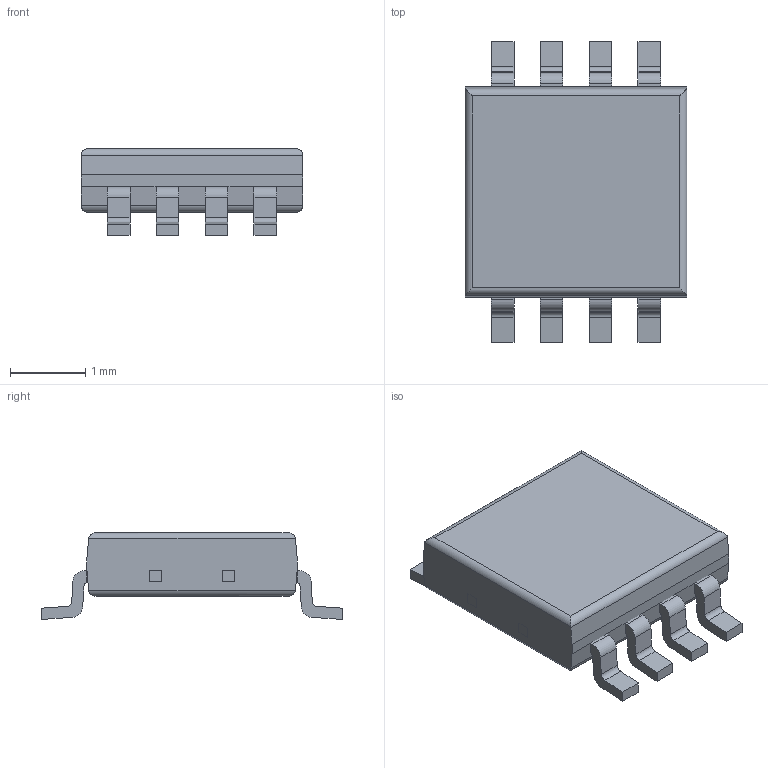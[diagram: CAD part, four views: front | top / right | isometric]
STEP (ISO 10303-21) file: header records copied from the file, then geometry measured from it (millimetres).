
FILE_DESCRIPTION(/* description */ ('Unknown'),/* implementation_level */ '2;1');
FILE_NAME(/* name */ 'SSOP-8L',/* time_stamp */ '2021-07-22T17:16:07+08:00',/* author */ ('Unknown'),/* organization */ ('Unknown'),/* preprocessor_version */ 'ST-DEVELOPER v16.7',/* originating_system */ 'DEX',/* authorisation */ $);
FILE_SCHEMA (('AUTOMOTIVE_DESIGN {1 0 10303 214 3 1 1}'));
Length unit declared in the file: millimetre
Products named in the file (3): SSOP-8L; LDF; MD
Assembly tree (2 placements, depth 2):
  SSOP-8L
    LDF
    MD
Bounding box: 2.95 x 4 x 1.16 mm (x, y, z)
Volume: 7.3 mm3; surface area: 61 mm2
Topology: 10 solids, 10 shells, 410 faces, 1160 edges, 768 vertices
Faces by surface type: plane 330, cylinder 80
Entity records: 13540 total; most frequent: CARTESIAN_POINT 2341, ORIENTED_EDGE 2320, DIRECTION 2162, EDGE_CURVE 1160, LINE 984, VECTOR 984, VERTEX_POINT 768, AXIS2_PLACEMENT_3D 589
